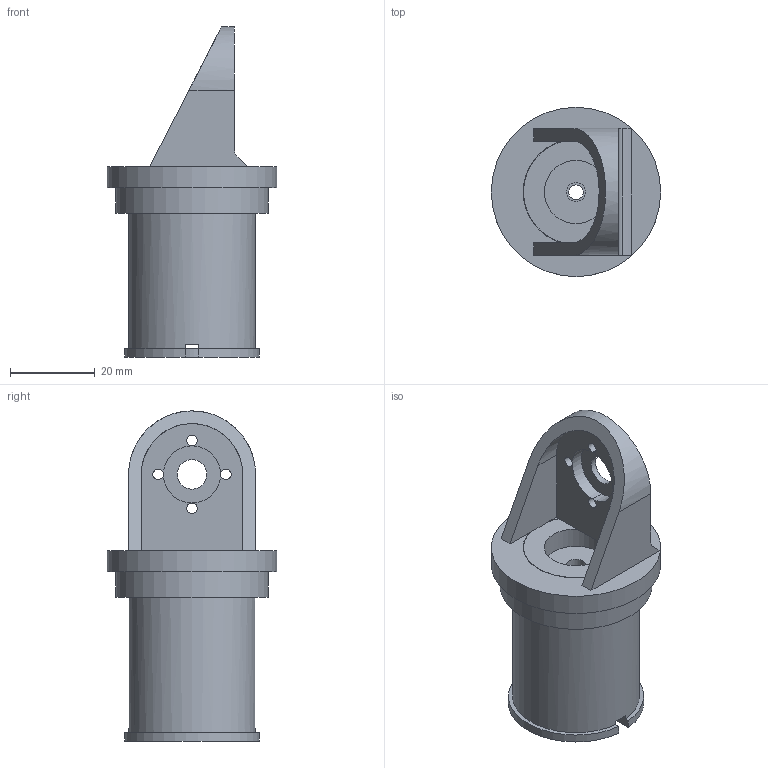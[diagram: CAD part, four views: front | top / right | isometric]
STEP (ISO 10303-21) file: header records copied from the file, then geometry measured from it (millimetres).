
FILE_DESCRIPTION(/* description */ (''),/* implementation_level */ '2;1');
FILE_NAME(/* name */ 'Support motor rotor 2 v7.stp',/* time_stamp */ '2020-12-05T17:54:50+01:00',/* author */ (''),/* organization */ (''),/* preprocessor_version */ 'ST-DEVELOPER v18.1',/* originating_system */ 'Autodesk Translation Framework v9.3.0.1241',/* authorisation */ '');
FILE_SCHEMA (('AUTOMOTIVE_DESIGN { 1 0 10303 214 3 1 1 }'));
Length unit declared in the file: millimetre
Products named in the file (4): Support motor rotor 2; Component1; Component2; Component3
Assembly tree (3 placements, depth 2):
  Support motor rotor 2
    Component1
    Component2
    Component3
Bounding box: 40 x 40 x 78 mm (x, y, z)
Volume: 27076.1 mm3; surface area: 17000.6 mm2
Topology: 3 solids, 3 shells, 58 faces, 151 edges, 95 vertices
Faces by surface type: plane 31, cylinder 27
Full cylindrical faces by diameter (mm): 2.5 x4, 3.5 x1, 4.5 x1, 7 x1, 15 x1, 24.8 x2, 25 x2, 30 x1, 36 x1, 40 x1
Entity records: 1977 total; most frequent: DIRECTION 355, CARTESIAN_POINT 314, ORIENTED_EDGE 308, EDGE_CURVE 154, AXIS2_PLACEMENT_3D 136, VERTEX_POINT 95, LINE 83, VECTOR 83
